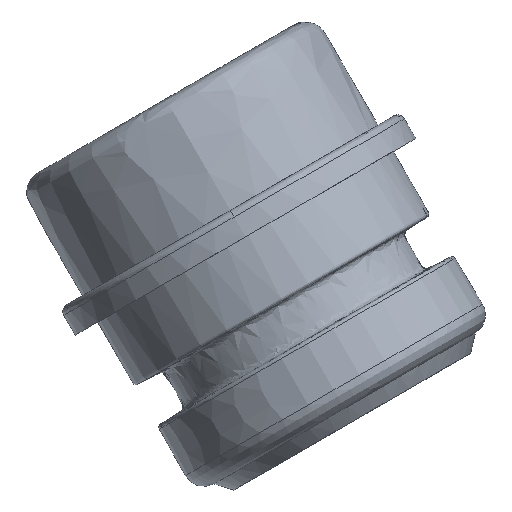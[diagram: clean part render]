
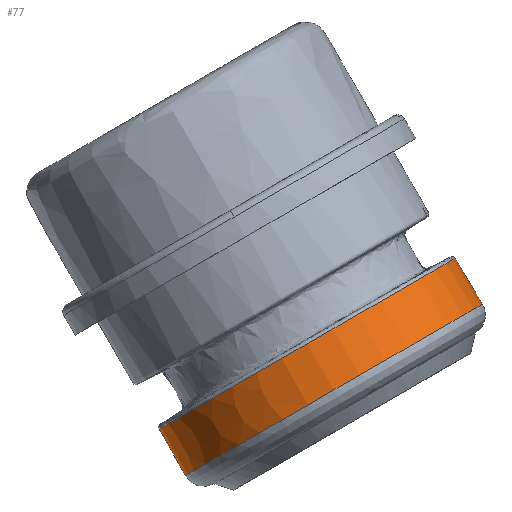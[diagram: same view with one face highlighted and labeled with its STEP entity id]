
A CAD part, front view. The second image highlights one B-rep face of the part: STEP entity #77.
In plain terms, the highlighted free-form (B-spline) face has degree [3, 2] with [4, 9] control points.
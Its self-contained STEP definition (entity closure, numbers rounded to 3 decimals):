
#77=ADVANCED_FACE('',(#141),#1182,.T.);
#141=FACE_OUTER_BOUND('',#206,.T.);
#206=EDGE_LOOP('',(#578,#579,#580,#581));
#578=ORIENTED_EDGE('',*,*,#771,.T.);
#579=ORIENTED_EDGE('',*,*,#767,.T.);
#580=ORIENTED_EDGE('',*,*,#771,.F.);
#581=ORIENTED_EDGE('',*,*,#772,.T.);
#767=EDGE_CURVE('',#1116,#1116,#953,.T.);
#771=EDGE_CURVE('',#1114,#1116,#992,.T.);
#772=EDGE_CURVE('',#1114,#1114,#955,.T.);
#953=CIRCLE('',#1338,22.507);
#955=CIRCLE('',#1340,22.4);
#992=(
BOUNDED_CURVE()
B_SPLINE_CURVE(3,(#4649,#4650,#4651,#4652),.UNSPECIFIED.,.F.,.F.)
B_SPLINE_CURVE_WITH_KNOTS((4,4),(0.,7.002),.UNSPECIFIED.)
CURVE()
GEOMETRIC_REPRESENTATION_ITEM()
RATIONAL_B_SPLINE_CURVE((1.,1.,1.,1.))
REPRESENTATION_ITEM('')
);
#1114=VERTEX_POINT('',#3198);
#1116=VERTEX_POINT('',#3200);
#1182=(
BOUNDED_SURFACE()
B_SPLINE_SURFACE(3,2,((#2988,#2989,#2990,#2991,#2992,#2993,#2994,#2995,
#2996),(#2997,#2998,#2999,#3000,#3001,#3002,#3003,#3004,#3005),(#3006,#3007,
#3008,#3009,#3010,#3011,#3012,#3013,#3014),(#3015,#3016,#3017,#3018,#3019,
#3020,#3021,#3022,#3023)),.UNSPECIFIED.,.F.,.F.,.F.)
B_SPLINE_SURFACE_WITH_KNOTS((4,4),(3,2,2,2,3),(0.,7.002),(-180.052,
-135.039,-90.026,-45.013,0.),.UNSPECIFIED.)
GEOMETRIC_REPRESENTATION_ITEM()
RATIONAL_B_SPLINE_SURFACE(((1.,0.707,1.,0.707,1.,
0.707,1.,0.707,1.),(1.,0.707,1.,0.707,
1.,0.707,1.,0.707,1.),(1.,0.707,1.,
0.707,1.,0.707,1.,0.707,1.),(1.,0.707,
1.,0.707,1.,0.707,1.,0.707,1.)))
REPRESENTATION_ITEM('')
SURFACE()
);
#1338=AXIS2_PLACEMENT_3D($,#4633,#1443,#1444);
#1340=AXIS2_PLACEMENT_3D($,#4653,#1447,#1448);
#1443=DIRECTION('',(-0.5,0.,0.866));
#1444=DIRECTION('',(0.866,0.,0.5));
#1447=DIRECTION('',(0.5,0.,-0.866));
#1448=DIRECTION('',(0.866,0.,0.5));
#2988=CARTESIAN_POINT('',(-238.114,551.978,76.155));
#2989=CARTESIAN_POINT('',(-238.114,574.378,76.155));
#2990=CARTESIAN_POINT('',(-257.513,574.378,64.955));
#2991=CARTESIAN_POINT('',(-276.912,574.378,53.755));
#2992=CARTESIAN_POINT('',(-276.912,551.978,53.755));
#2993=CARTESIAN_POINT('',(-276.912,529.578,53.755));
#2994=CARTESIAN_POINT('',(-257.513,529.578,64.955));
#2995=CARTESIAN_POINT('',(-238.114,529.578,76.155));
#2996=CARTESIAN_POINT('',(-238.114,551.978,76.155));
#2997=CARTESIAN_POINT('',(-236.917,551.978,74.153));
#2998=CARTESIAN_POINT('',(-236.917,574.414,74.153));
#2999=CARTESIAN_POINT('',(-256.347,574.414,62.935));
#3000=CARTESIAN_POINT('',(-275.776,574.414,51.717));
#3001=CARTESIAN_POINT('',(-275.776,551.978,51.717));
#3002=CARTESIAN_POINT('',(-275.776,529.543,51.717));
#3003=CARTESIAN_POINT('',(-256.347,529.543,62.935));
#3004=CARTESIAN_POINT('',(-236.917,529.543,74.153));
#3005=CARTESIAN_POINT('',(-236.917,551.978,74.153));
#3006=CARTESIAN_POINT('',(-235.72,551.978,72.15));
#3007=CARTESIAN_POINT('',(-235.72,574.449,72.15));
#3008=CARTESIAN_POINT('',(-255.18,574.449,60.914));
#3009=CARTESIAN_POINT('',(-274.64,574.449,49.678));
#3010=CARTESIAN_POINT('',(-274.64,551.978,49.678));
#3011=CARTESIAN_POINT('',(-274.64,529.507,49.678));
#3012=CARTESIAN_POINT('',(-255.18,529.507,60.914));
#3013=CARTESIAN_POINT('',(-235.719,529.507,72.15));
#3014=CARTESIAN_POINT('',(-235.72,551.978,72.15));
#3015=CARTESIAN_POINT('',(-234.522,551.978,70.147));
#3016=CARTESIAN_POINT('',(-234.522,574.485,70.147));
#3017=CARTESIAN_POINT('',(-254.013,574.485,58.893));
#3018=CARTESIAN_POINT('',(-273.504,574.485,47.64));
#3019=CARTESIAN_POINT('',(-273.504,551.978,47.64));
#3020=CARTESIAN_POINT('',(-273.504,529.471,47.64));
#3021=CARTESIAN_POINT('',(-254.013,529.472,58.893));
#3022=CARTESIAN_POINT('',(-234.522,529.472,70.147));
#3023=CARTESIAN_POINT('',(-234.522,551.978,70.147));
#3198=CARTESIAN_POINT('',(-238.114,551.978,76.155));
#3200=CARTESIAN_POINT('',(-234.522,551.978,70.147));
#4633=CARTESIAN_POINT('',(-254.013,551.978,58.893));
#4649=CARTESIAN_POINT('',(-238.114,551.978,76.155));
#4650=CARTESIAN_POINT('',(-236.917,551.978,74.153));
#4651=CARTESIAN_POINT('',(-235.72,551.978,72.15));
#4652=CARTESIAN_POINT('',(-234.522,551.978,70.147));
#4653=CARTESIAN_POINT('',(-257.513,551.978,64.955));
